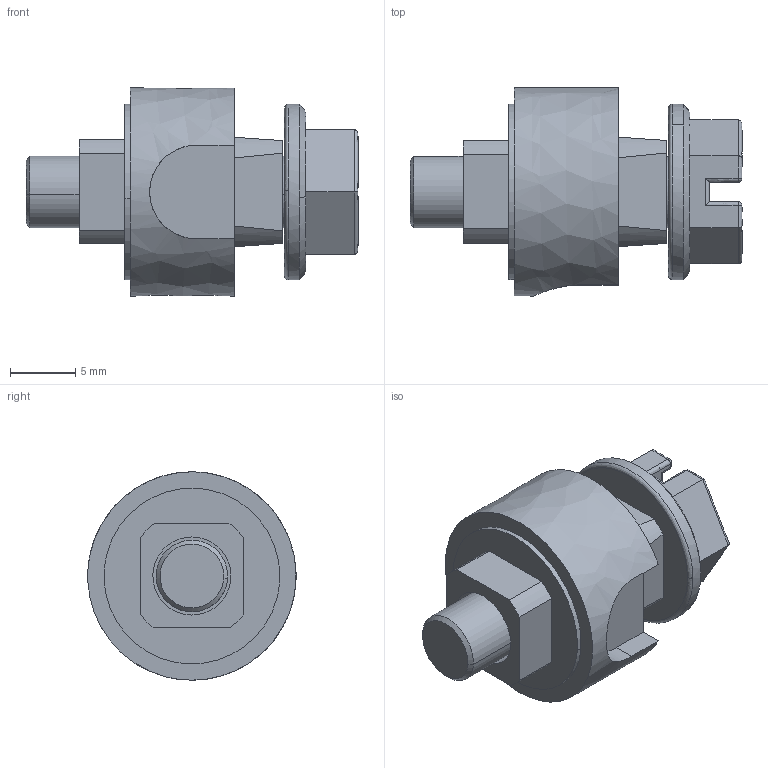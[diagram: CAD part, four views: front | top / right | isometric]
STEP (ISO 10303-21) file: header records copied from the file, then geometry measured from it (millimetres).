
FILE_DESCRIPTION((''),'2;1');
FILE_NAME('','2006-10-31T20:00:20',(''),(''),'','CADfix','');
FILE_SCHEMA(('AUTOMOTIVE_DESIGN'));
Length unit declared in the file: millimetre
Products named in the file (3): screw; adapter; TEO_1121_U40_7766_36
Assembly tree (2 placements, depth 2):
  TEO_1121_U40_7766_36
    screw
    adapter
Bounding box: 25.5 x 15.98 x 16 mm (x, y, z)
Volume: 2507.9 mm3; surface area: 2150.2 mm2
Topology: 2 solids, 2 shells, 143 faces, 372 edges, 238 vertices
Faces by surface type: bspline 143
Entity records: 4464 total; most frequent: CARTESIAN_POINT 2347, ORIENTED_EDGE 744, EDGE_CURVE 372, VERTEX_POINT 238, QUASI_UNIFORM_CURVE 191, EDGE_LOOP 150, FACE_OUTER_BOUND 143, ADVANCED_FACE 143
